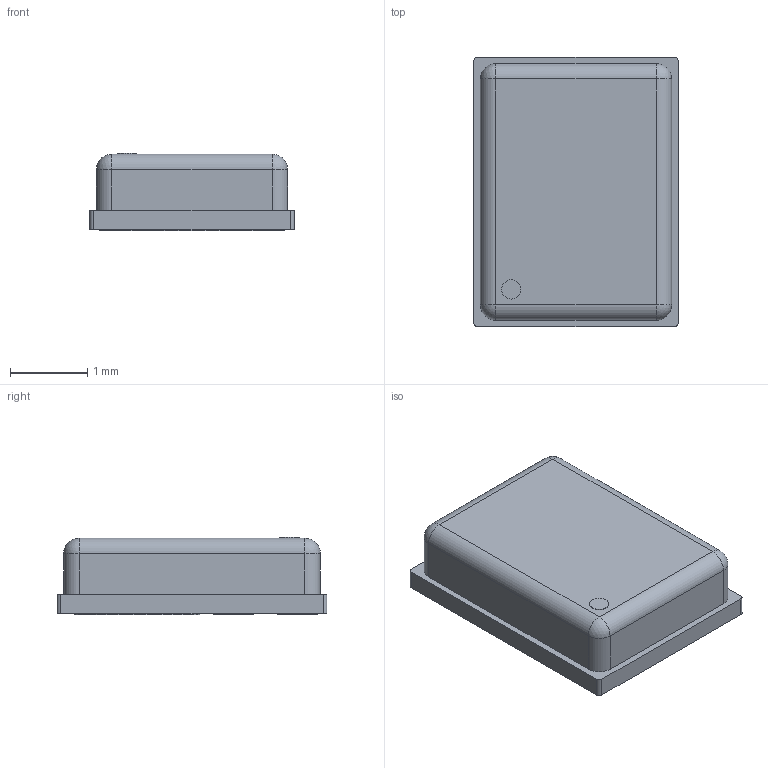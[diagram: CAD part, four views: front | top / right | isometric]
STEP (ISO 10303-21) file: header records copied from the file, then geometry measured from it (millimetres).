
FILE_DESCRIPTION(/* description */ (''),/* implementation_level */ '2;1');
FILE_NAME(/* name */ 'IM70D122V01.step',/* time_stamp */ '2023-12-20T19:38:21Z',/* author */ (''),/* organization */ (''),/* preprocessor_version */ 'ST-DEVELOPER v20',/* originating_system */ 'Autodesk Translation Framework v12.14.0.127',/* authorisation */ '');
FILE_SCHEMA (('AUTOMOTIVE_DESIGN { 1 0 10303 214 3 1 1 }'));
Length unit declared in the file: millimetre
Products named in the file (1): IM70D122V01
Bounding box: 2.65 x 3.5 x 1 mm (x, y, z)
Volume: 8.2 mm3; surface area: 51.2 mm2
Topology: 8 solids, 8 shells, 60 faces, 120 edges, 76 vertices
Faces by surface type: plane 40, cylinder 16, sphere 4
Full cylindrical faces by diameter (mm): 0.25 x1, 0.325 x1, 1.025 x1, 1.625 x1
Entity records: 1588 total; most frequent: DIRECTION 274, CARTESIAN_POINT 257, ORIENTED_EDGE 240, EDGE_CURVE 120, AXIS2_PLACEMENT_3D 93, LINE 88, VECTOR 88, VERTEX_POINT 76
